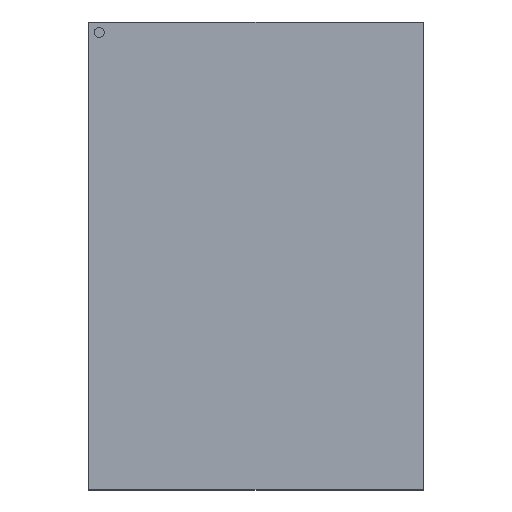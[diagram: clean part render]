
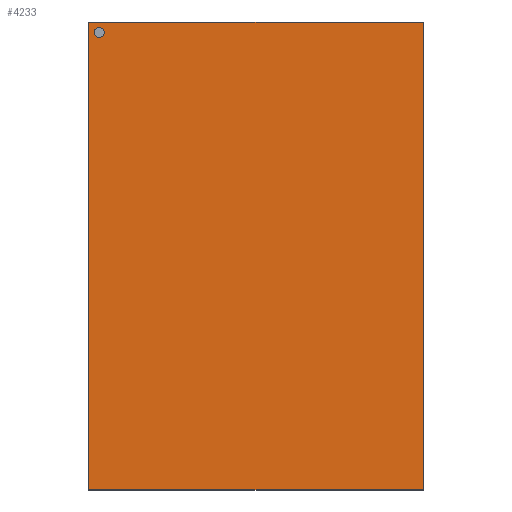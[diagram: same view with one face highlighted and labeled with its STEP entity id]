
A CAD part, top view. The second image highlights one B-rep face of the part: STEP entity #4233.
In plain terms, the highlighted planar face has unit normal (0, 0, 1).
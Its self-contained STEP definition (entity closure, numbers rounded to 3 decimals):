
#1577 = VERTEX_POINT('',#1578);
#1578 = CARTESIAN_POINT('',(-5.,7.,1.2));
#1586 = VERTEX_POINT('',#1587);
#1587 = CARTESIAN_POINT('',(5.,7.,1.2));
#1593 = EDGE_CURVE('',#1577,#1586,#1594,.T.);
#1594 = LINE('',#1595,#1596);
#1595 = CARTESIAN_POINT('',(-5.,7.,1.2));
#1596 = VECTOR('',#1597,1.);
#1597 = DIRECTION('',(1.,0.,0.));
#1609 = EDGE_CURVE('',#1586,#1610,#1612,.T.);
#1610 = VERTEX_POINT('',#1611);
#1611 = CARTESIAN_POINT('',(5.,-7.,1.2));
#1612 = LINE('',#1613,#1614);
#1613 = CARTESIAN_POINT('',(5.,7.,1.2));
#1614 = VECTOR('',#1615,1.);
#1615 = DIRECTION('',(0.,-1.,0.));
#1633 = EDGE_CURVE('',#1577,#1634,#1636,.T.);
#1634 = VERTEX_POINT('',#1635);
#1635 = CARTESIAN_POINT('',(-5.,-7.,1.2));
#1636 = LINE('',#1637,#1638);
#1637 = CARTESIAN_POINT('',(-5.,7.,1.2));
#1638 = VECTOR('',#1639,1.);
#1639 = DIRECTION('',(0.,-1.,0.));
#1658 = EDGE_CURVE('',#1634,#1610,#1659,.T.);
#1659 = LINE('',#1660,#1661);
#1660 = CARTESIAN_POINT('',(-5.,-7.,1.2));
#1661 = VECTOR('',#1662,1.);
#1662 = DIRECTION('',(1.,0.,0.));
#4233 = ADVANCED_FACE('',(#4234,#4240),#4251,.T.);
#4234 = FACE_BOUND('',#4235,.T.);
#4235 = EDGE_LOOP('',(#4236,#4237,#4238,#4239));
#4236 = ORIENTED_EDGE('',*,*,#1593,.F.);
#4237 = ORIENTED_EDGE('',*,*,#1633,.T.);
#4238 = ORIENTED_EDGE('',*,*,#1658,.T.);
#4239 = ORIENTED_EDGE('',*,*,#1609,.F.);
#4240 = FACE_BOUND('',#4241,.T.);
#4241 = EDGE_LOOP('',(#4242));
#4242 = ORIENTED_EDGE('',*,*,#4243,.T.);
#4243 = EDGE_CURVE('',#4244,#4244,#4246,.T.);
#4244 = VERTEX_POINT('',#4245);
#4245 = CARTESIAN_POINT('',(-4.69,6.54,1.2));
#4246 = CIRCLE('',#4247,0.15);
#4247 = AXIS2_PLACEMENT_3D('',#4248,#4249,#4250);
#4248 = CARTESIAN_POINT('',(-4.69,6.69,1.2));
#4249 = DIRECTION('',(-0.,0.,-1.));
#4250 = DIRECTION('',(0.,-1.,0.));
#4251 = PLANE('',#4252);
#4252 = AXIS2_PLACEMENT_3D('',#4253,#4254,#4255);
#4253 = CARTESIAN_POINT('',(-5.,7.,1.2));
#4254 = DIRECTION('',(0.,0.,1.));
#4255 = DIRECTION('',(0.,-1.,0.));
